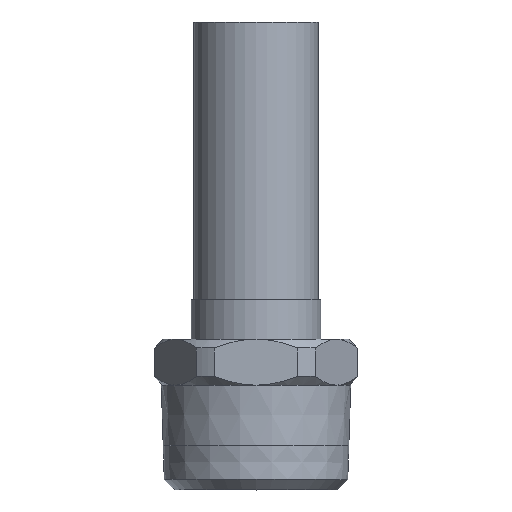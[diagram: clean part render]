
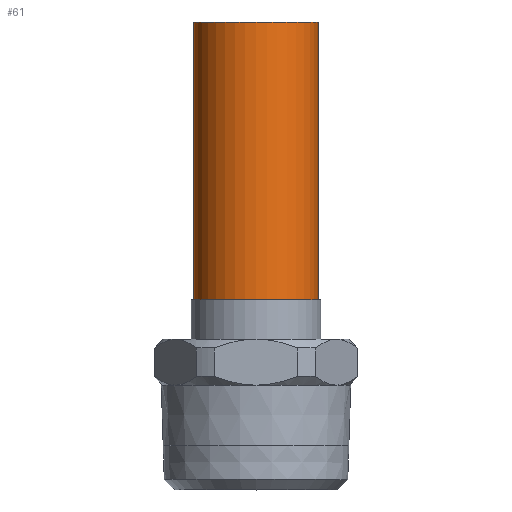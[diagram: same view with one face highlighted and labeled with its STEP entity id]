
A CAD part, top view. The second image highlights one B-rep face of the part: STEP entity #61.
In plain terms, the highlighted cylindrical face has radius 7 mm (diameter 14 mm), a partial arc.
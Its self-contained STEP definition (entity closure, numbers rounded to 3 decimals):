
#61=ADVANCED_FACE('',(#132),#133,.T.);
#132=FACE_OUTER_BOUND('',#251,.T.);
#133=CYLINDRICAL_SURFACE('',#252,7.0);
#251=EDGE_LOOP('',(#445,#446,#447,#448));
#252=AXIS2_PLACEMENT_3D('',#449,#450,#451);
#445=ORIENTED_EDGE('',*,*,#792,.T.);
#446=ORIENTED_EDGE('',*,*,#802,.F.);
#447=ORIENTED_EDGE('',*,*,#794,.T.);
#448=ORIENTED_EDGE('',*,*,#803,.F.);
#449=CARTESIAN_POINT('',(0.0,21.8,0.0));
#450=DIRECTION('',(-0.0,1.0,0.0));
#451=DIRECTION('',(1.0,0.0,0.0));
#792=EDGE_CURVE('',#952,#953,#954,.T.);
#794=EDGE_CURVE('',#957,#955,#958,.T.);
#802=EDGE_CURVE('',#957,#953,#970,.T.);
#803=EDGE_CURVE('',#952,#955,#971,.T.);
#952=VERTEX_POINT('',#1214);
#953=VERTEX_POINT('',#1215);
#954=LINE('',#1216,#1217);
#955=VERTEX_POINT('',#1218);
#957=VERTEX_POINT('',#1220);
#958=LINE('',#1221,#1222);
#970=CIRCLE('',#1236,7.0);
#971=CIRCLE('',#1237,7.0);
#1214=CARTESIAN_POINT('',(7.0,9.655,0.));
#1215=CARTESIAN_POINT('',(7.0,41.0,0.0));
#1216=CARTESIAN_POINT('',(7.0,21.8,0.));
#1217=VECTOR('',#1642,1.0);
#1218=CARTESIAN_POINT('',(-7.0,9.655,0.));
#1220=CARTESIAN_POINT('',(-7.0,41.0,0.));
#1221=CARTESIAN_POINT('',(-7.0,21.8,0.));
#1222=VECTOR('',#1646,1.0);
#1236=AXIS2_PLACEMENT_3D('',#1664,#1665,#1666);
#1237=AXIS2_PLACEMENT_3D('',#1667,#1668,#1669);
#1642=DIRECTION('',(0.0,1.0,0.0));
#1646=DIRECTION('',(-0.0,-1.0,-0.0));
#1664=CARTESIAN_POINT('',(0.0,41.0,0.0));
#1665=DIRECTION('',(-0.0,1.0,0.0));
#1666=DIRECTION('',(1.0,0.0,0.0));
#1667=CARTESIAN_POINT('',(0.0,9.655,0.0));
#1668=DIRECTION('',(0.0,-1.0,0.0));
#1669=DIRECTION('',(1.0,0.0,0.0));
